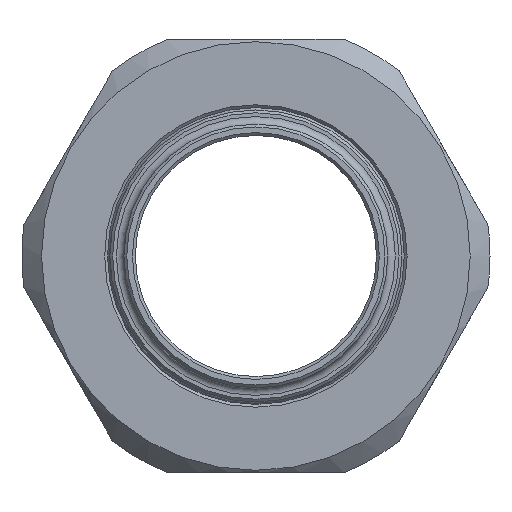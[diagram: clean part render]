
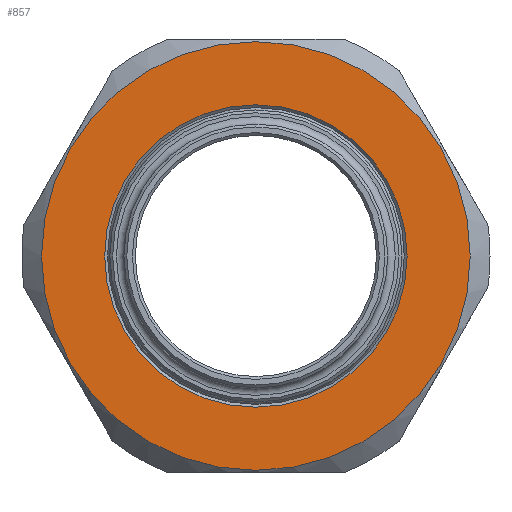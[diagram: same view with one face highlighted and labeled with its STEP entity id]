
A CAD part, left-side view. The second image highlights one B-rep face of the part: STEP entity #857.
In plain terms, the highlighted planar face has unit normal (-1, 0, 0).
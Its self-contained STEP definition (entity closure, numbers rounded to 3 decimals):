
#36=FACE_BOUND('',#167,.T.);
#83=PLANE('',#1008);
#112=FACE_OUTER_BOUND('',#166,.T.);
#166=EDGE_LOOP('',(#670));
#167=EDGE_LOOP('',(#671));
#301=CIRCLE('',#988,22.75);
#311=CIRCLE('',#1007,16.05);
#389=VERTEX_POINT('',#1507);
#398=VERTEX_POINT('',#1542);
#485=EDGE_CURVE('',#389,#389,#301,.T.);
#499=EDGE_CURVE('',#398,#398,#311,.T.);
#670=ORIENTED_EDGE('',*,*,#485,.T.);
#671=ORIENTED_EDGE('',*,*,#499,.F.);
#857=ADVANCED_FACE('',(#112,#36),#83,.T.);
#988=AXIS2_PLACEMENT_3D('',#1509,#1164,#1165);
#1007=AXIS2_PLACEMENT_3D('',#1543,#1205,#1206);
#1008=AXIS2_PLACEMENT_3D('',#1545,#1208,#1209);
#1164=DIRECTION('center_axis',(-1.,0.,0.));
#1165=DIRECTION('ref_axis',(0.,1.,0.));
#1205=DIRECTION('center_axis',(-1.,0.,0.));
#1206=DIRECTION('ref_axis',(0.,0.,-1.));
#1208=DIRECTION('center_axis',(-1.,0.,0.));
#1209=DIRECTION('ref_axis',(0.,0.,1.));
#1507=CARTESIAN_POINT('',(-19.,-22.75,0.));
#1509=CARTESIAN_POINT('Origin',(-19.,0.,0.));
#1542=CARTESIAN_POINT('',(-19.,0.,16.05));
#1543=CARTESIAN_POINT('Origin',(-19.,0.,0.));
#1545=CARTESIAN_POINT('Origin',(-19.,0.,0.));
